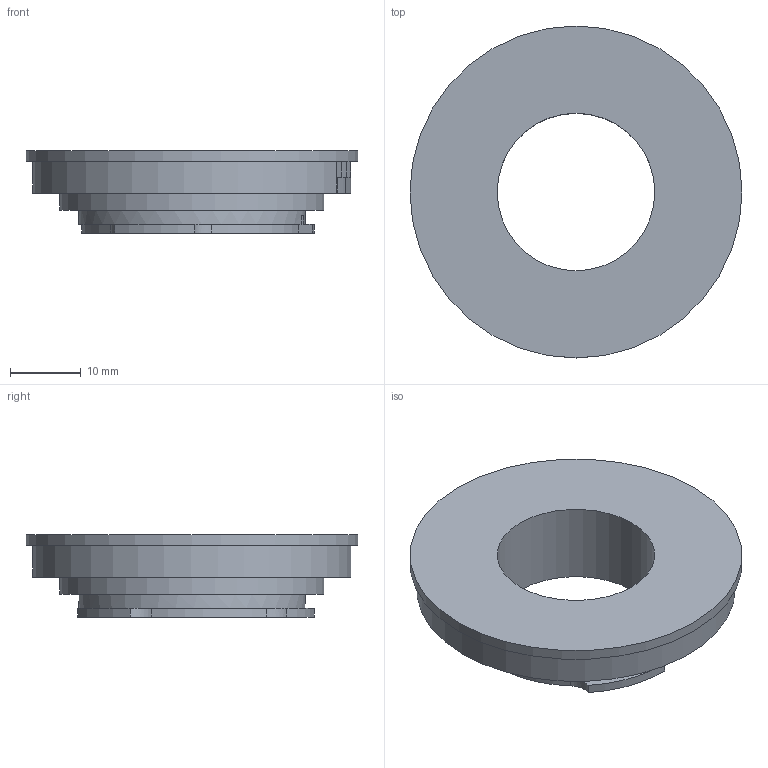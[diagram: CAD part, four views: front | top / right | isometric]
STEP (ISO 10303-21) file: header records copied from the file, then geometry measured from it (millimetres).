
FILE_DESCRIPTION(/* description */ (''),/* implementation_level */ '2;1');
FILE_NAME(/* name */ 'mountLensBase_DKL',/* time_stamp */ '2023-12-05T12:18:39-05:00',/* author */ ('George Moua'),/* organization */ ('Archive 663'),/* preprocessor_version */ 'ST-DEVELOPER v16.7',/* originating_system */ 'Solid Edge',/* authorisation */ 'Unknown');
FILE_SCHEMA (('AUTOMOTIVE_DESIGN {1 0 10303 214 3 1 1}'));
Length unit declared in the file: millimetre
Products named in the file (3): mountLensBase; mountLensBase_DKL_oa_0; mountLensBase_DKL
Assembly tree (2 placements, depth 3):
  mountLensBase
    mountLensBase_DKL_oa_0
      mountLensBase_DKL
Bounding box: 46.9 x 46.9 x 11.65 mm (x, y, z)
Volume: 10492.6 mm3; surface area: 5086 mm2
Topology: 1 solids, 1 shells, 43 faces, 106 edges, 69 vertices
Faces by surface type: plane 23, cylinder 20
Full cylindrical faces by diameter (mm): 22.25 x1, 32 x1, 37.3 x1, 46.9 x1
Entity records: 1334 total; most frequent: DIRECTION 244, CARTESIAN_POINT 215, ORIENTED_EDGE 202, EDGE_CURVE 101, AXIS2_PLACEMENT_3D 97, VERTEX_POINT 68, EDGE_LOOP 53, FACE_BOUND 53
